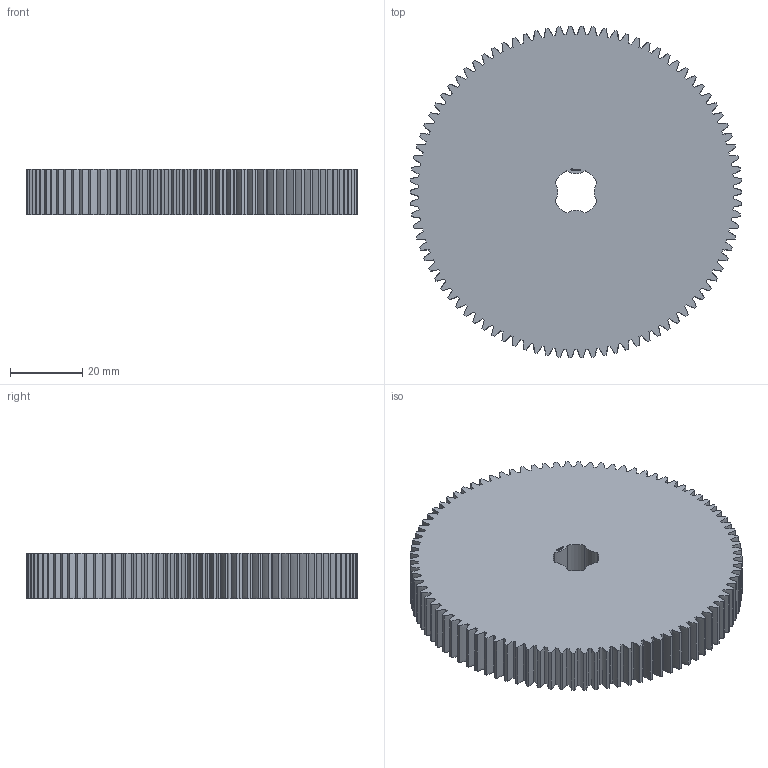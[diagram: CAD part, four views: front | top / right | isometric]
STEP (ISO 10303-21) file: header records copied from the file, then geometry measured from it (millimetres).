
FILE_DESCRIPTION(('FreeCAD Model'),'2;1');
FILE_NAME('Open CASCADE Shape Model','2024-03-11T23:29:12',(''),(''), 'Open CASCADE STEP processor 7.6','FreeCAD','Unknown');
FILE_SCHEMA(('AUTOMOTIVE_DESIGN { 1 0 10303 214 1 1 1 1 }'));
Products named in the file (1): Gear Wheel PLN TTH90 BU01.00 SFT-SHD - SPN-GWH-0340 (stemfie.org)
Bounding box: 92 x 91.97 x 12.5 mm (x, y, z)
Volume: 77902.6 mm3; surface area: 20085.9 mm2
Topology: 1 solids, 1 shells, 841 faces, 2424 edges, 1616 vertices
Faces by surface type: extrusion 508, plane 325, cylinder 8
Entity records: 81668 total; most frequent: CARTESIAN_POINT 31020, DIRECTION 6432, VECTOR 5716, LINE 5208, ORIENTED_EDGE 4848, PCURVE 4848, DEFINITIONAL_REPRESENTATION 4848, B_SPLINE_CURVE_WITH_KNOTS 2540
